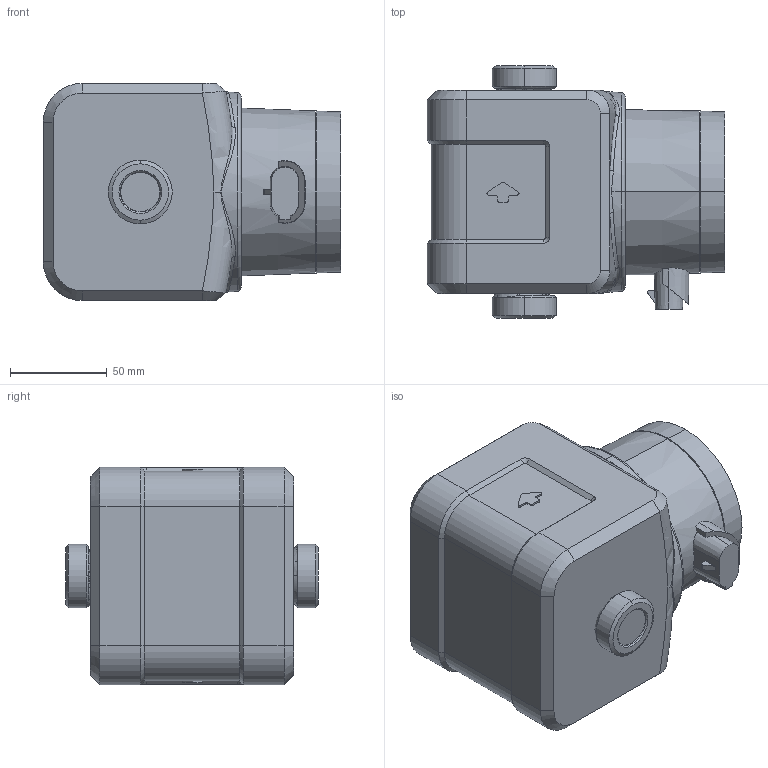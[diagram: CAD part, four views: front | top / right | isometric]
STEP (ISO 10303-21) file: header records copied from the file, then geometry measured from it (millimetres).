
FILE_DESCRIPTION (( 'STEP AP214' ), '1' );
FILE_NAME ('PrimAX 15-x 130.STEP', '2015-09-21T14:26:21', ( '' ), ( '' ), 'SwSTEP 2.0', 'SolidWorks 2011', '' );
FILE_SCHEMA (( 'AUTOMOTIVE_DESIGN' ));
Length unit declared in the file: millimetre
Products named in the file (1): PrimAX 15-x 130
Bounding box: 153.3 x 130 x 112 mm (x, y, z)
Volume: 1866366.9 mm3; surface area: 151152.4 mm2
Topology: 5 solids, 5 shells, 646 faces, 1648 edges, 1019 vertices
Faces by surface type: bspline 331, cylinder 125, plane 123, cone 61, torus 6
Entity records: 67781 total; most frequent: CARTESIAN_POINT 47964, ORIENTED_EDGE 3270, EDGE_CURVE 1635, DIRECTION 1540, VERTEX_POINT 1019, B_SPLINE_CURVE_WITH_KNOTS 988, EDGE_LOOP 666, UNCERTAINTY_MEASURE_WITH_UNIT 653
